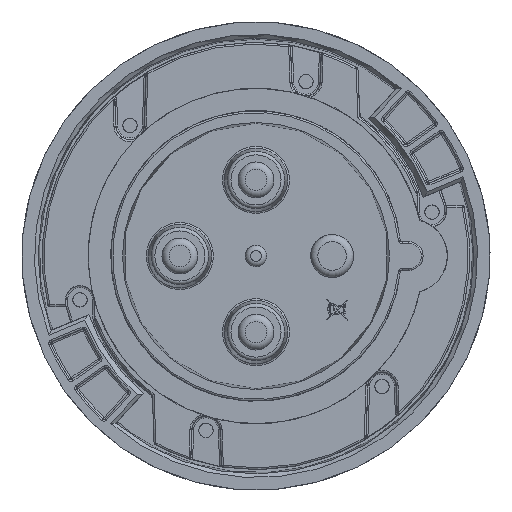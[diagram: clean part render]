
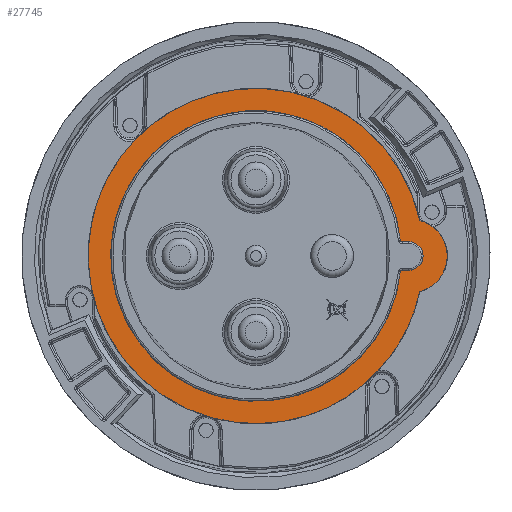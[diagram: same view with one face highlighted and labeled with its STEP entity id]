
A CAD part, left-side view. The second image highlights one B-rep face of the part: STEP entity #27745.
In plain terms, the highlighted planar face has unit normal (-1, 0, 0).
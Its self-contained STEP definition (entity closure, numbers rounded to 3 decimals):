
#2500 = CARTESIAN_POINT ( 'NONE',  ( -4.2, -45.732, 9.918 ) ) ;
#4656 = CARTESIAN_POINT ( 'NONE',  ( -4.2, 46.805, 76.716 ) ) ;
#8385 = ORIENTED_EDGE ( 'NONE', *, *, #51497, .T. ) ;
#9770 = CARTESIAN_POINT ( 'NONE',  ( -4.2, -39.737, 3. ) ) ;
#11434 = CARTESIAN_POINT ( 'NONE',  ( -4.2, 0., 2.542 ) ) ;
#12726 = VERTEX_POINT ( 'NONE', #31104 ) ;
#13314 = DIRECTION ( 'NONE',  ( 1., 0., 0. ) ) ;
#15105 = FACE_OUTER_BOUND ( 'NONE', #50365, .T. ) ;
#16793 = ORIENTED_EDGE ( 'NONE', *, *, #73877, .T. ) ;
#20116 = EDGE_CURVE ( 'NONE', #56555, #118728, #63498, .T. ) ;
#20476 = CARTESIAN_POINT ( 'NONE',  ( -4.2, -40.185, 2.511 ) ) ;
#21045 = AXIS2_PLACEMENT_3D ( 'NONE', #96650, #86545, #31550 ) ;
#21310 = CARTESIAN_POINT ( 'NONE',  ( -4.2, -39.996, -2.542 ) ) ;
#22070 = DIRECTION ( 'NONE',  ( 1., 0., 0. ) ) ;
#22473 = EDGE_CURVE ( 'NONE', #118728, #56555, #137366, .T. ) ;
#24244 = CARTESIAN_POINT ( 'NONE',  ( -4.2, 46.805, 0. ) ) ;
#25532 = DIRECTION ( 'NONE',  ( 0., -1., 0. ) ) ;
#26284 = CARTESIAN_POINT ( 'NONE',  ( -4.2, -40.264, -2.458 ) ) ;
#27745 = ADVANCED_FACE ( 'NONE', ( #112116, #15105 ), #135215, .T. ) ;
#28152 = LINE ( 'NONE', #61466, #30147 ) ;
#30147 = VECTOR ( 'NONE', #83864, 1000. ) ;
#30808 = VERTEX_POINT ( 'NONE', #46861 ) ;
#31104 = CARTESIAN_POINT ( 'NONE',  ( -4.2, -40.264, 2.458 ) ) ;
#31489 = DIRECTION ( 'NONE',  ( 0., 0., 1. ) ) ;
#31539 = AXIS2_PLACEMENT_3D ( 'NONE', #111729, #13314, #44510 ) ;
#31550 = DIRECTION ( 'NONE',  ( 0., 0., -1. ) ) ;
#31925 = CARTESIAN_POINT ( 'NONE',  ( -4.2, -39.28, 2.966 ) ) ;
#34362 = VERTEX_POINT ( 'NONE', #86577 ) ;
#35131 = CARTESIAN_POINT ( 'NONE',  ( -4.2, -41.4, 2.458 ) ) ;
#42808 = VERTEX_POINT ( 'NONE', #76311 ) ;
#44144 = VERTEX_POINT ( 'NONE', #133309 ) ;
#44510 = DIRECTION ( 'NONE',  ( 0., 0., 1. ) ) ;
#44564 = LINE ( 'NONE', #142912, #124139 ) ;
#46861 = CARTESIAN_POINT ( 'NONE',  ( -4.2, -39.737, 2.542 ) ) ;
#49426 = EDGE_CURVE ( 'NONE', #34362, #119302, #28152, .T. ) ;
#50365 = EDGE_LOOP ( 'NONE', ( #69272, #75790 ) ) ;
#51497 = EDGE_CURVE ( 'NONE', #42808, #75982, #92693, .T. ) ;
#53242 = DIRECTION ( 'NONE',  ( 1., 0., 0. ) ) ;
#53426 = CARTESIAN_POINT ( 'NONE',  ( -4.2, -58.487, 6.591 ) ) ;
#53775 = CARTESIAN_POINT ( 'NONE',  ( -4.2, -41.4, -2.458 ) ) ;
#54741 = DIRECTION ( 'NONE',  ( 0., 1., 0. ) ) ;
#55245 = ORIENTED_EDGE ( 'NONE', *, *, #62908, .T. ) ;
#56555 = VERTEX_POINT ( 'NONE', #56728 ) ;
#56692 = CARTESIAN_POINT ( 'NONE',  ( -4.2, 0., 2.458 ) ) ;
#56728 = CARTESIAN_POINT ( 'NONE',  ( -4.2, -45.732, -9.918 ) ) ;
#57480 = EDGE_CURVE ( 'NONE', #30808, #75982, #137243, .T. ) ;
#60394 = CARTESIAN_POINT ( 'NONE',  ( -4.2, -29.474, 84.891 ) ) ;
#61466 = CARTESIAN_POINT ( 'NONE',  ( -4.2, 0., -2.542 ) ) ;
#62908 = EDGE_CURVE ( 'NONE', #94252, #119302, #83985, .T. ) ;
#63498 =( BOUNDED_CURVE ( )  B_SPLINE_CURVE ( 3, ( #109058, #130038, #53426, #107636 ),
 .UNSPECIFIED., .F., .T. ) 
 B_SPLINE_CURVE_WITH_KNOTS ( ( 4, 4 ),
 ( 0., 1. ),
 .UNSPECIFIED. ) 
 CURVE ( )  GEOMETRIC_REPRESENTATION_ITEM ( )  RATIONAL_B_SPLINE_CURVE ( ( 1., 0.502, 0.502, 1. ) ) 
 REPRESENTATION_ITEM ( '' )  );
#65528 = DIRECTION ( 'NONE',  ( 0., 0., 1. ) ) ;
#66138 = CIRCLE ( 'NONE', #31539, 0.458 ) ;
#67900 = ORIENTED_EDGE ( 'NONE', *, *, #57480, .F. ) ;
#68389 = CARTESIAN_POINT ( 'NONE',  ( -4.2, 46.805, -76.716 ) ) ;
#68567 = B_SPLINE_CURVE_WITH_KNOTS ( 'NONE', 3,
 ( #128293, #96446, #20476, #141989 ),
 .UNSPECIFIED., .F., .F.,
 ( 4, 4 ),
 ( 0., 0. ),
 .UNSPECIFIED. ) ;
#69272 = ORIENTED_EDGE ( 'NONE', *, *, #20116, .T. ) ;
#70481 = VECTOR ( 'NONE', #100411, 1000. ) ;
#72847 = EDGE_LOOP ( 'NONE', ( #86192, #8385, #67900, #107808, #16793, #112190, #81382, #122060, #55245, #76356 ) ) ;
#73877 = EDGE_CURVE ( 'NONE', #44144, #12726, #68567, .T. ) ;
#75730 = AXIS2_PLACEMENT_3D ( 'NONE', #125794, #114225, #80993 ) ;
#75790 = ORIENTED_EDGE ( 'NONE', *, *, #22473, .T. ) ;
#75982 = VERTEX_POINT ( 'NONE', #31925 ) ;
#76311 = CARTESIAN_POINT ( 'NONE',  ( -4.2, -39.28, -2.966 ) ) ;
#76356 = ORIENTED_EDGE ( 'NONE', *, *, #49426, .F. ) ;
#80993 = DIRECTION ( 'NONE',  ( 0., 0., -1. ) ) ;
#81382 = ORIENTED_EDGE ( 'NONE', *, *, #136309, .T. ) ;
#83864 = DIRECTION ( 'NONE',  ( 0., -1., 0. ) ) ;
#83985 = B_SPLINE_CURVE_WITH_KNOTS ( 'NONE', 3,
 ( #85031, #100110, #112404, #21310 ),
 .UNSPECIFIED., .F., .F.,
 ( 4, 4 ),
 ( 0., 0.001 ),
 .UNSPECIFIED. ) ;
#85031 = CARTESIAN_POINT ( 'NONE',  ( -4.2, -40.264, -2.458 ) ) ;
#86192 = ORIENTED_EDGE ( 'NONE', *, *, #103374, .F. ) ;
#86545 = DIRECTION ( 'NONE',  ( 1., 0., 0. ) ) ;
#86577 = CARTESIAN_POINT ( 'NONE',  ( -4.2, -39.737, -2.542 ) ) ;
#91502 = CARTESIAN_POINT ( 'NONE',  ( -4.2, -29.474, -84.891 ) ) ;
#91699 = LINE ( 'NONE', #11434, #70481 ) ;
#92693 = CIRCLE ( 'NONE', #21045, 39.392 ) ;
#94252 = VERTEX_POINT ( 'NONE', #26284 ) ;
#95692 = AXIS2_PLACEMENT_3D ( 'NONE', #120478, #22070, #65528 ) ;
#96446 = CARTESIAN_POINT ( 'NONE',  ( -4.2, -40.092, 2.542 ) ) ;
#96650 = CARTESIAN_POINT ( 'NONE',  ( -4.2, 0., 0. ) ) ;
#99352 = EDGE_CURVE ( 'NONE', #12726, #105541, #114476, .T. ) ;
#100110 = CARTESIAN_POINT ( 'NONE',  ( -4.2, -40.186, -2.511 ) ) ;
#100289 = EDGE_CURVE ( 'NONE', #44144, #30808, #91699, .T. ) ;
#100411 = DIRECTION ( 'NONE',  ( 0., 1., 0. ) ) ;
#103374 = EDGE_CURVE ( 'NONE', #42808, #34362, #66138, .T. ) ;
#105508 = EDGE_CURVE ( 'NONE', #131949, #94252, #44564, .T. ) ;
#105541 = VERTEX_POINT ( 'NONE', #35131 ) ;
#107636 = CARTESIAN_POINT ( 'NONE',  ( -4.2, -45.732, 9.918 ) ) ;
#107808 = ORIENTED_EDGE ( 'NONE', *, *, #100289, .F. ) ;
#109058 = CARTESIAN_POINT ( 'NONE',  ( -4.2, -45.732, -9.918 ) ) ;
#109472 = AXIS2_PLACEMENT_3D ( 'NONE', #9770, #53242, #31489 ) ;
#109899 = CARTESIAN_POINT ( 'NONE',  ( -4.2, -39.996, -2.542 ) ) ;
#111729 = CARTESIAN_POINT ( 'NONE',  ( -4.2, -39.737, -3. ) ) ;
#112116 = FACE_BOUND ( 'NONE', #72847, .T. ) ;
#112190 = ORIENTED_EDGE ( 'NONE', *, *, #99352, .T. ) ;
#112404 = CARTESIAN_POINT ( 'NONE',  ( -4.2, -40.092, -2.542 ) ) ;
#112494 = CARTESIAN_POINT ( 'NONE',  ( -4.2, -45.732, -9.918 ) ) ;
#114225 = DIRECTION ( 'NONE',  ( -1., 0., 0. ) ) ;
#114476 = LINE ( 'NONE', #56692, #142124 ) ;
#118728 = VERTEX_POINT ( 'NONE', #132124 ) ;
#119302 = VERTEX_POINT ( 'NONE', #109899 ) ;
#120478 = CARTESIAN_POINT ( 'NONE',  ( -4.2, -41.4, 0. ) ) ;
#122060 = ORIENTED_EDGE ( 'NONE', *, *, #105508, .T. ) ;
#124139 = VECTOR ( 'NONE', #54741, 1000. ) ;
#125794 = CARTESIAN_POINT ( 'NONE',  ( -4.2, -21.57, 0. ) ) ;
#128293 = CARTESIAN_POINT ( 'NONE',  ( -4.2, -39.996, 2.542 ) ) ;
#130038 = CARTESIAN_POINT ( 'NONE',  ( -4.2, -58.487, -6.591 ) ) ;
#131949 = VERTEX_POINT ( 'NONE', #53775 ) ;
#132124 = CARTESIAN_POINT ( 'NONE',  ( -4.2, -45.732, 9.918 ) ) ;
#132633 = CIRCLE ( 'NONE', #95692, 2.458 ) ;
#133309 = CARTESIAN_POINT ( 'NONE',  ( -4.2, -39.996, 2.542 ) ) ;
#135215 = PLANE ( 'NONE',  #75730 ) ;
#136309 = EDGE_CURVE ( 'NONE', #105541, #131949, #132633, .T. ) ;
#137243 = CIRCLE ( 'NONE', #109472, 0.458 ) ;
#137366 =( BOUNDED_CURVE ( )  B_SPLINE_CURVE ( 3, ( #2500, #60394, #4656, #24244, #68389, #91502, #112494 ),
 .UNSPECIFIED., .F., .T. ) 
 B_SPLINE_CURVE_WITH_KNOTS ( ( 4, 3, 4 ),
 ( 0., 0.5, 1. ),
 .UNSPECIFIED. ) 
 CURVE ( )  GEOMETRIC_REPRESENTATION_ITEM ( )  RATIONAL_B_SPLINE_CURVE ( ( 1., 0.404, 0.404, 1., 0.404, 0.404, 1. ) ) 
 REPRESENTATION_ITEM ( '' )  );
#141989 = CARTESIAN_POINT ( 'NONE',  ( -4.2, -40.264, 2.458 ) ) ;
#142124 = VECTOR ( 'NONE', #25532, 1000. ) ;
#142912 = CARTESIAN_POINT ( 'NONE',  ( -4.2, 0., -2.458 ) ) ;
